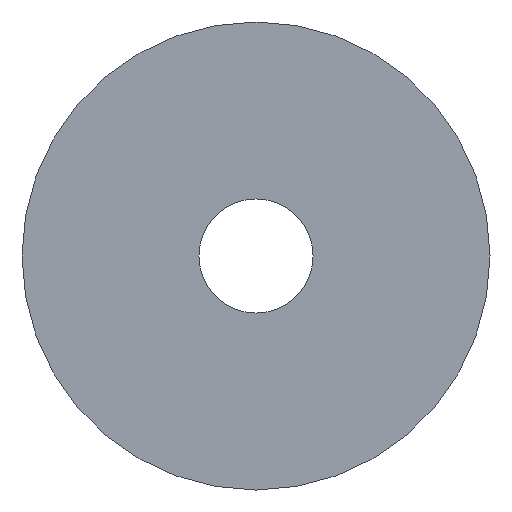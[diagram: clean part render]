
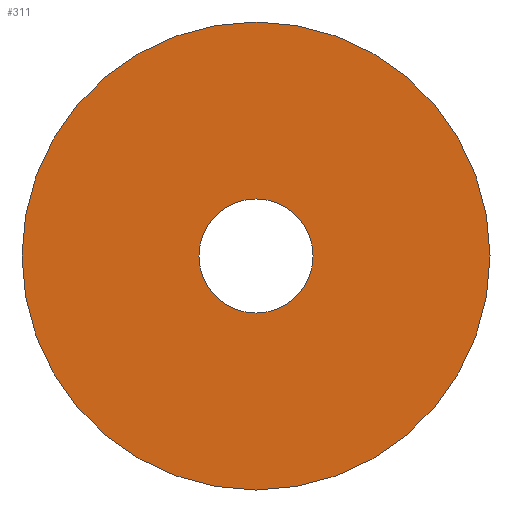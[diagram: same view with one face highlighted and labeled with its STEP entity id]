
A CAD part, left-side view. The second image highlights one B-rep face of the part: STEP entity #311.
In plain terms, the highlighted planar face has unit normal (-1, 0, 0).
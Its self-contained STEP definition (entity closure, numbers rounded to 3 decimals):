
#10 = VERTEX_POINT ( 'NONE', #251 ) ;
#36 = CARTESIAN_POINT ( 'NONE',  ( -8., 0., -6.1 ) ) ;
#43 = EDGE_LOOP ( 'NONE', ( #522, #150 ) ) ;
#65 = PLANE ( 'NONE',  #561 ) ;
#74 = DIRECTION ( 'NONE',  ( 0., 0., -1. ) ) ;
#75 = EDGE_CURVE ( 'NONE', #490, #530, #363, .T. ) ;
#87 = ORIENTED_EDGE ( 'NONE', *, *, #519, .F. ) ;
#94 = ORIENTED_EDGE ( 'NONE', *, *, #550, .F. ) ;
#115 = AXIS2_PLACEMENT_3D ( 'NONE', #240, #335, #372 ) ;
#150 = ORIENTED_EDGE ( 'NONE', *, *, #75, .T. ) ;
#153 = DIRECTION ( 'NONE',  ( 0., 0., -1. ) ) ;
#154 = FACE_OUTER_BOUND ( 'NONE', #236, .T. ) ;
#157 = CARTESIAN_POINT ( 'NONE',  ( -8., 0., 0. ) ) ;
#185 = DIRECTION ( 'NONE',  ( 0., 0., -1. ) ) ;
#195 = CARTESIAN_POINT ( 'NONE',  ( -8., 25., 0. ) ) ;
#197 = FACE_BOUND ( 'NONE', #43, .T. ) ;
#200 = AXIS2_PLACEMENT_3D ( 'NONE', #157, #331, #153 ) ;
#221 = VERTEX_POINT ( 'NONE', #488 ) ;
#236 = EDGE_LOOP ( 'NONE', ( #87, #94 ) ) ;
#237 = CARTESIAN_POINT ( 'NONE',  ( -8., 0., 6.1 ) ) ;
#240 = CARTESIAN_POINT ( 'NONE',  ( -8., 0., 0. ) ) ;
#251 = CARTESIAN_POINT ( 'NONE',  ( -8., 0., -25. ) ) ;
#276 = CARTESIAN_POINT ( 'NONE',  ( -8., 0., 0. ) ) ;
#311 = ADVANCED_FACE ( 'NONE', ( #197, #154 ), #65, .T. ) ;
#328 = CARTESIAN_POINT ( 'NONE',  ( -8., 0., 0. ) ) ;
#331 = DIRECTION ( 'NONE',  ( 1., 0., 0. ) ) ;
#335 = DIRECTION ( 'NONE',  ( 1., 0., 0. ) ) ;
#344 = EDGE_CURVE ( 'NONE', #530, #490, #461, .T. ) ;
#351 = AXIS2_PLACEMENT_3D ( 'NONE', #276, #459, #185 ) ;
#363 = CIRCLE ( 'NONE', #351, 6.1 ) ;
#372 = DIRECTION ( 'NONE',  ( 0., 0., -1. ) ) ;
#378 = DIRECTION ( 'NONE',  ( 0., 0., 1. ) ) ;
#388 = AXIS2_PLACEMENT_3D ( 'NONE', #328, #468, #74 ) ;
#411 = CIRCLE ( 'NONE', #388, 25. ) ;
#449 = CIRCLE ( 'NONE', #200, 25. ) ;
#459 = DIRECTION ( 'NONE',  ( 1., 0., 0. ) ) ;
#461 = CIRCLE ( 'NONE', #115, 6.1 ) ;
#468 = DIRECTION ( 'NONE',  ( 1., 0., 0. ) ) ;
#488 = CARTESIAN_POINT ( 'NONE',  ( -8., 0., 25. ) ) ;
#490 = VERTEX_POINT ( 'NONE', #237 ) ;
#519 = EDGE_CURVE ( 'NONE', #10, #221, #449, .T. ) ;
#522 = ORIENTED_EDGE ( 'NONE', *, *, #344, .T. ) ;
#530 = VERTEX_POINT ( 'NONE', #36 ) ;
#547 = DIRECTION ( 'NONE',  ( -1., 0., 0. ) ) ;
#550 = EDGE_CURVE ( 'NONE', #221, #10, #411, .T. ) ;
#561 = AXIS2_PLACEMENT_3D ( 'NONE', #195, #547, #378 ) ;
